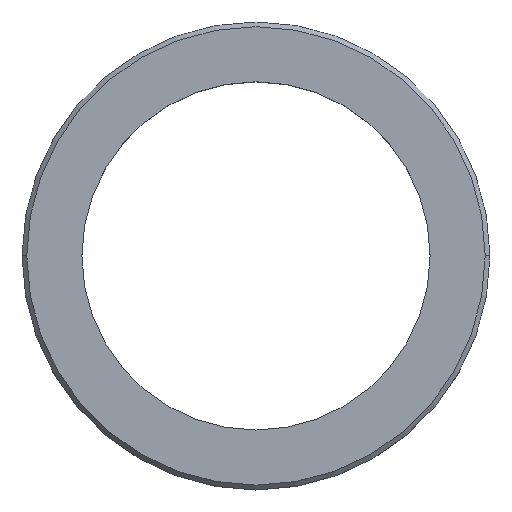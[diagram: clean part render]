
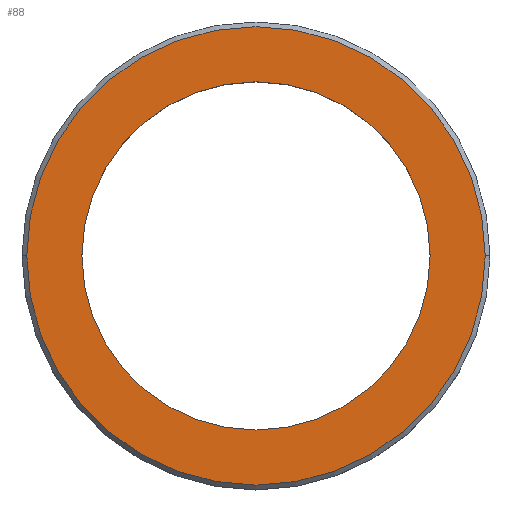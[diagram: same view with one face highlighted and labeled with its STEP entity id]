
A CAD part, top view. The second image highlights one B-rep face of the part: STEP entity #88.
In plain terms, the highlighted planar face has unit normal (0, 0, 1).
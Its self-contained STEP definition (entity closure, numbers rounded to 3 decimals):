
#3 = CIRCLE ( 'NONE', #245, 7.35 ) ;
#8 = EDGE_CURVE ( 'NONE', #312, #44, #191, .T. ) ;
#13 = EDGE_CURVE ( 'NONE', #242, #111, #3, .T. ) ;
#18 = ORIENTED_EDGE ( 'NONE', *, *, #8, .T. ) ;
#29 = CARTESIAN_POINT ( 'NONE',  ( 0., 0., 4.1 ) ) ;
#30 = CARTESIAN_POINT ( 'NONE',  ( 0., 0., 4.1 ) ) ;
#36 = AXIS2_PLACEMENT_3D ( 'NONE', #244, #218, #267 ) ;
#44 = VERTEX_POINT ( 'NONE', #114 ) ;
#75 = PLANE ( 'NONE',  #36 ) ;
#83 = ORIENTED_EDGE ( 'NONE', *, *, #231, .T. ) ;
#84 = AXIS2_PLACEMENT_3D ( 'NONE', #29, #202, #254 ) ;
#88 = ADVANCED_FACE ( 'NONE', ( #229, #95 ), #75, .T. ) ;
#95 = FACE_BOUND ( 'NONE', #134, .T. ) ;
#109 = DIRECTION ( 'NONE',  ( 1., 0., 0. ) ) ;
#111 = VERTEX_POINT ( 'NONE', #175 ) ;
#114 = CARTESIAN_POINT ( 'NONE',  ( -9.675, 0., 4.1 ) ) ;
#133 = CIRCLE ( 'NONE', #272, 9.675 ) ;
#134 = EDGE_LOOP ( 'NONE', ( #215, #213 ) ) ;
#140 = CARTESIAN_POINT ( 'NONE',  ( 0., 0., 4.1 ) ) ;
#142 = CIRCLE ( 'NONE', #84, 7.35 ) ;
#152 = DIRECTION ( 'NONE',  ( 1., 0., 0. ) ) ;
#158 = EDGE_LOOP ( 'NONE', ( #83, #18 ) ) ;
#175 = CARTESIAN_POINT ( 'NONE',  ( -7.35, 0., 4.1 ) ) ;
#177 = CARTESIAN_POINT ( 'NONE',  ( 7.35, 0., 4.1 ) ) ;
#191 = CIRCLE ( 'NONE', #301, 9.675 ) ;
#202 = DIRECTION ( 'NONE',  ( 0., 0., 1. ) ) ;
#213 = ORIENTED_EDGE ( 'NONE', *, *, #13, .F. ) ;
#215 = ORIENTED_EDGE ( 'NONE', *, *, #258, .F. ) ;
#218 = DIRECTION ( 'NONE',  ( 0., 0., 1. ) ) ;
#229 = FACE_OUTER_BOUND ( 'NONE', #158, .T. ) ;
#231 = EDGE_CURVE ( 'NONE', #44, #312, #133, .T. ) ;
#236 = DIRECTION ( 'NONE',  ( 0., 0., 1. ) ) ;
#239 = CARTESIAN_POINT ( 'NONE',  ( 0., 0., 4.1 ) ) ;
#242 = VERTEX_POINT ( 'NONE', #177 ) ;
#244 = CARTESIAN_POINT ( 'NONE',  ( 0., 0., 4.1 ) ) ;
#245 = AXIS2_PLACEMENT_3D ( 'NONE', #239, #236, #303 ) ;
#246 = DIRECTION ( 'NONE',  ( 0., 0., 1. ) ) ;
#254 = DIRECTION ( 'NONE',  ( 1., 0., 0. ) ) ;
#258 = EDGE_CURVE ( 'NONE', #111, #242, #142, .T. ) ;
#261 = DIRECTION ( 'NONE',  ( 0., 0., 1. ) ) ;
#267 = DIRECTION ( 'NONE',  ( 1., 0., 0. ) ) ;
#272 = AXIS2_PLACEMENT_3D ( 'NONE', #30, #246, #152 ) ;
#293 = CARTESIAN_POINT ( 'NONE',  ( 9.675, 0., 4.1 ) ) ;
#301 = AXIS2_PLACEMENT_3D ( 'NONE', #140, #261, #109 ) ;
#303 = DIRECTION ( 'NONE',  ( 1., 0., 0. ) ) ;
#312 = VERTEX_POINT ( 'NONE', #293 ) ;
